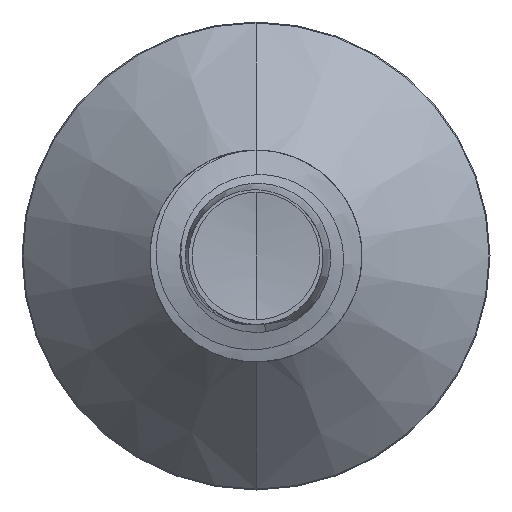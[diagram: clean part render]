
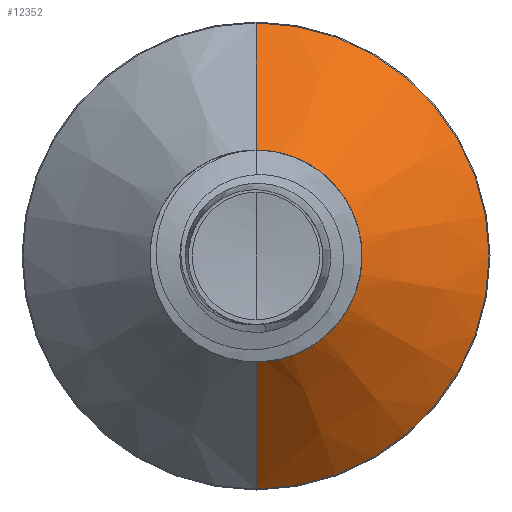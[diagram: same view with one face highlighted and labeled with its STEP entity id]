
A CAD part, front view. The second image highlights one B-rep face of the part: STEP entity #12352.
In plain terms, the highlighted conical face has half-angle 45 degrees and reference radius 0.554 mm.
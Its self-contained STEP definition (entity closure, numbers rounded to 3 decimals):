
#716 = CARTESIAN_POINT ( 'NONE',  ( 0., 3.745, 0. ) ) ;
#765 = DIRECTION ( 'NONE',  ( 0., 0.707, -0.707 ) ) ;
#1115 = LINE ( 'NONE', #4097, #11371 ) ;
#1218 = AXIS2_PLACEMENT_3D ( 'NONE', #11514, #2407, #12985 ) ;
#1458 = EDGE_CURVE ( 'NONE', #17571, #14424, #16596, .T. ) ;
#2206 = ORIENTED_EDGE ( 'NONE', *, *, #15771, .T. ) ;
#2302 = DIRECTION ( 'NONE',  ( 0., 0., 1. ) ) ;
#2407 = DIRECTION ( 'NONE',  ( 0., 1., 0. ) ) ;
#2910 = EDGE_CURVE ( 'NONE', #17108, #9818, #13039, .T. ) ;
#3550 = VECTOR ( 'NONE', #765, 1000. ) ;
#3846 = DIRECTION ( 'NONE',  ( 0., 1., 0. ) ) ;
#4097 = CARTESIAN_POINT ( 'NONE',  ( 0., 2.979, 0.554 ) ) ;
#4978 = AXIS2_PLACEMENT_3D ( 'NONE', #716, #11413, #2302 ) ;
#5013 = CARTESIAN_POINT ( 'NONE',  ( 0., 3.745, 1.32 ) ) ;
#6438 = EDGE_LOOP ( 'NONE', ( #18665, #2206, #11938, #11135 ) ) ;
#6750 = CARTESIAN_POINT ( 'NONE',  ( 0., 2.979, -0.554 ) ) ;
#6766 = AXIS2_PLACEMENT_3D ( 'NONE', #13479, #3846, #9871 ) ;
#9818 = VERTEX_POINT ( 'NONE', #17197 ) ;
#9871 = DIRECTION ( 'NONE',  ( 0., 0., 1. ) ) ;
#11135 = ORIENTED_EDGE ( 'NONE', *, *, #13988, .F. ) ;
#11371 = VECTOR ( 'NONE', #13119, 1000. ) ;
#11413 = DIRECTION ( 'NONE',  ( 0., 1., 0. ) ) ;
#11514 = CARTESIAN_POINT ( 'NONE',  ( 0., 2.979, 0. ) ) ;
#11938 = ORIENTED_EDGE ( 'NONE', *, *, #2910, .F. ) ;
#12352 = ADVANCED_FACE ( 'NONE', ( #14575 ), #17899, .T. ) ;
#12985 = DIRECTION ( 'NONE',  ( 0., 0., 1. ) ) ;
#13039 = CIRCLE ( 'NONE', #4978, 1.32 ) ;
#13119 = DIRECTION ( 'NONE',  ( 0., 0.707, 0.707 ) ) ;
#13479 = CARTESIAN_POINT ( 'NONE',  ( 0., 2.979, 0. ) ) ;
#13988 = EDGE_CURVE ( 'NONE', #17571, #17108, #1115, .T. ) ;
#14424 = VERTEX_POINT ( 'NONE', #19234 ) ;
#14575 = FACE_OUTER_BOUND ( 'NONE', #6438, .T. ) ;
#15771 = EDGE_CURVE ( 'NONE', #14424, #9818, #16322, .T. ) ;
#16299 = CARTESIAN_POINT ( 'NONE',  ( 0., 2.979, 0.554 ) ) ;
#16322 = LINE ( 'NONE', #6750, #3550 ) ;
#16596 = CIRCLE ( 'NONE', #1218, 0.554 ) ;
#17108 = VERTEX_POINT ( 'NONE', #5013 ) ;
#17197 = CARTESIAN_POINT ( 'NONE',  ( 0., 3.745, -1.32 ) ) ;
#17571 = VERTEX_POINT ( 'NONE', #16299 ) ;
#17899 = CONICAL_SURFACE ( 'NONE', #6766, 0.554, 0.785 ) ;
#18665 = ORIENTED_EDGE ( 'NONE', *, *, #1458, .T. ) ;
#19234 = CARTESIAN_POINT ( 'NONE',  ( 0., 2.979, -0.554 ) ) ;
